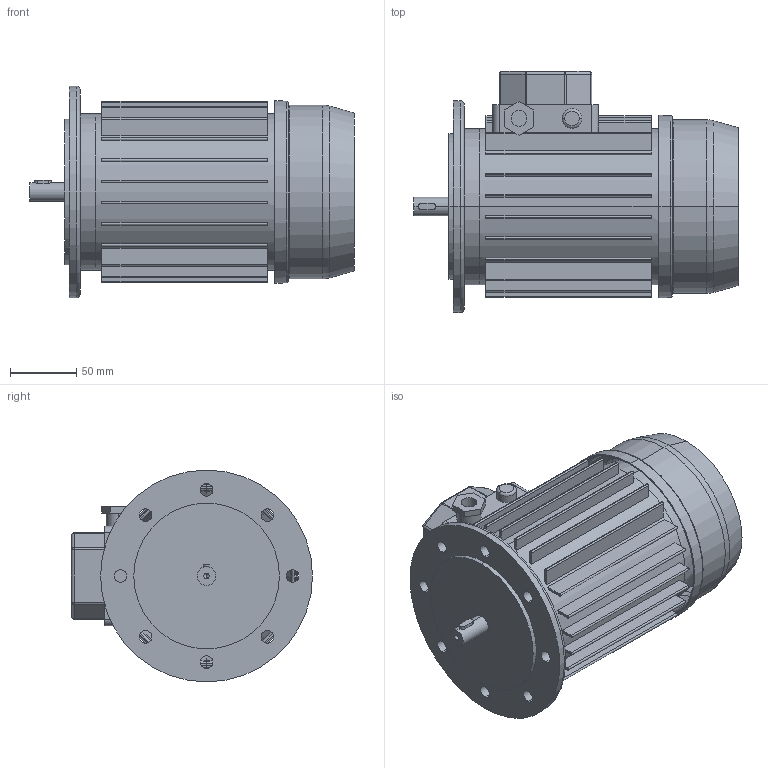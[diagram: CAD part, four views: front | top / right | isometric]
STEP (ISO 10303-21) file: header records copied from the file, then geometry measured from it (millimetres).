
FILE_DESCRIPTION (( 'STEP AP214' ), '1' );
FILE_NAME ('Motor 71 con brida B-5.STEP', '2009-04-28T16:36:19', ( 'Enginy' ), ( 'Usuario' ), 'SwSTEP 2.0', 'SolidWorks 2009', '' );
FILE_SCHEMA (( 'AUTOMOTIVE_DESIGN' ));
Length unit declared in the file: millimetre
Products named in the file (4): Brida B-5 para motor 71; Cuerpo 71 (para brida B-5 , B-14); Tapa 71 (para bridas B-5, B-5R y B-14); Motor 71 con brida B-5
Assembly tree (3 placements, depth 2):
  Motor 71 con brida B-5
    Cuerpo 71 (para brida B-5 , B-14)
    Tapa 71 (para bridas B-5, B-5R y B-14)
    Brida B-5 para motor 71
Bounding box: 245 x 182 x 160 mm (x, y, z)
Volume: 2427770.7 mm3; surface area: 275018.6 mm2
Topology: 3 solids, 3 shells, 436 faces, 1153 edges, 745 vertices
Faces by surface type: plane 302, cylinder 96, torus 16, cone 14, sphere 8
Entity records: 13804 total; most frequent: CARTESIAN_POINT 2462, DIRECTION 2309, ORIENTED_EDGE 2286, EDGE_CURVE 1143, VECTOR 845, LINE 845, VERTEX_POINT 745, AXIS2_PLACEMENT_3D 732
